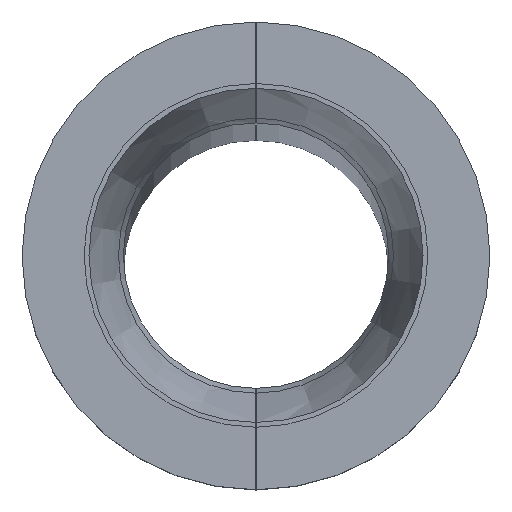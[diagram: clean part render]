
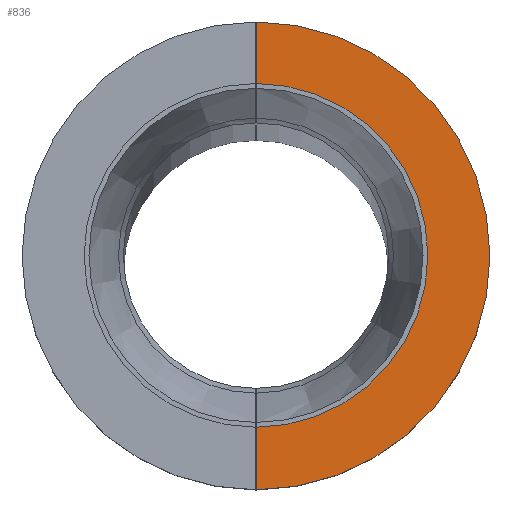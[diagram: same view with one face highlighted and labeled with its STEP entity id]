
A CAD part, top view. The second image highlights one B-rep face of the part: STEP entity #836.
In plain terms, the highlighted face is planar.
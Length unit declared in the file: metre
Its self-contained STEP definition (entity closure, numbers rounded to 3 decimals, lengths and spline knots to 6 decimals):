
#24=LINE('',#1348,#84);
#25=LINE('',#1352,#85);
#84=VECTOR('',#1060,1.);
#85=VECTOR('',#1063,1.);
#168=PLANE('',#929);
#188=ORIENTED_EDGE('',*,*,#432,.T.);
#189=ORIENTED_EDGE('',*,*,#433,.T.);
#190=ORIENTED_EDGE('',*,*,#434,.F.);
#191=ORIENTED_EDGE('',*,*,#435,.F.);
#432=EDGE_CURVE('',#556,#557,#640,.T.);
#433=EDGE_CURVE('',#557,#558,#24,.T.);
#434=EDGE_CURVE('',#559,#558,#641,.T.);
#435=EDGE_CURVE('',#556,#559,#25,.T.);
#556=VERTEX_POINT('',#1346);
#557=VERTEX_POINT('',#1347);
#558=VERTEX_POINT('',#1349);
#559=VERTEX_POINT('',#1351);
#640=CIRCLE('',#930,0.0254);
#641=CIRCLE('',#931,0.043216);
#708=EDGE_LOOP('',(#188,#189,#190,#191));
#764=FACE_BOUND('',#708,.T.);
#836=ADVANCED_FACE('',(#764),#168,.F.);
#929=AXIS2_PLACEMENT_3D('',#1344,#1056,#1057);
#930=AXIS2_PLACEMENT_3D('',#1345,#1058,#1059);
#931=AXIS2_PLACEMENT_3D('',#1350,#1061,#1062);
#1056=DIRECTION('',(1.,0.,0.));
#1057=DIRECTION('',(0.,0.,-1.));
#1058=DIRECTION('',(1.,0.,0.));
#1059=DIRECTION('',(0.,0.,-1.));
#1060=DIRECTION('',(0.,-1.,0.));
#1061=DIRECTION('',(1.,0.,0.));
#1062=DIRECTION('',(0.,0.,-1.));
#1063=DIRECTION('',(0.,1.,0.));
#1344=CARTESIAN_POINT('',(-0.401945,0.034308,0.017897));
#1345=CARTESIAN_POINT('',(-0.401945,0.,0.017897));
#1346=CARTESIAN_POINT('',(-0.401945,0.0254,0.017897));
#1347=CARTESIAN_POINT('',(-0.401945,-0.0254,0.017897));
#1348=CARTESIAN_POINT('',(-0.401945,-0.034308,0.017897));
#1349=CARTESIAN_POINT('',(-0.401945,-0.043216,0.017897));
#1350=CARTESIAN_POINT('',(-0.401945,0.,0.017897));
#1351=CARTESIAN_POINT('',(-0.401945,0.043216,0.017897));
#1352=CARTESIAN_POINT('',(-0.401945,0.034308,0.017897));
